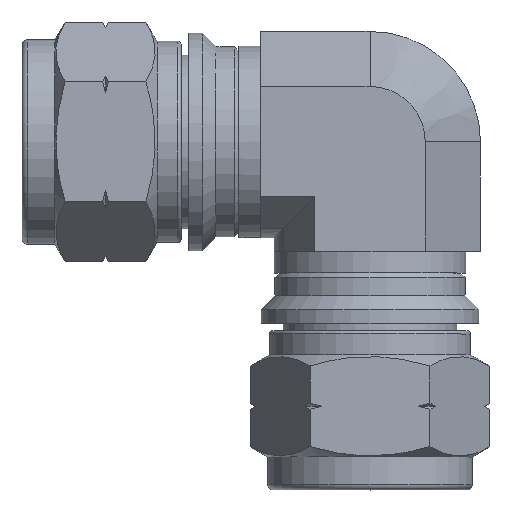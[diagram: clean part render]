
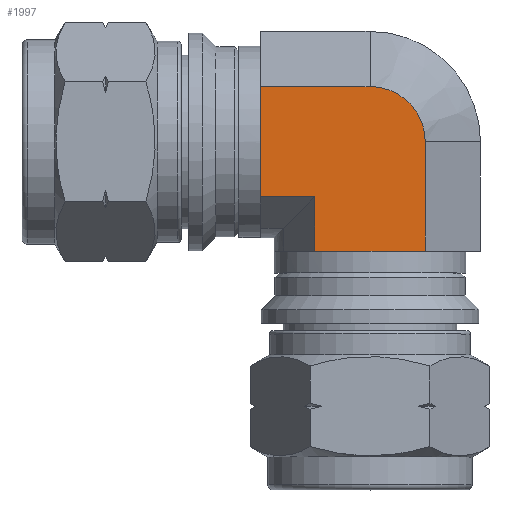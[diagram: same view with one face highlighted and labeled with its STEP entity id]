
A CAD part, top view. The second image highlights one B-rep face of the part: STEP entity #1997.
In plain terms, the highlighted planar face has unit normal (0, 0, 1).
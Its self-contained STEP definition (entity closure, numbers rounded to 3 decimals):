
#152=CIRCLE('',#2245,5.052);
#319=FACE_OUTER_BOUND('',#459,.T.);
#459=EDGE_LOOP('',(#1773,#1774,#1775,#1776,#1777,#1778,#1779,#1780,#1781,
#1782,#1783));
#527=LINE('',#3407,#643);
#531=LINE('',#3430,#647);
#540=LINE('',#3451,#656);
#546=LINE('',#3476,#662);
#550=LINE('',#3499,#666);
#559=LINE('',#3520,#675);
#569=LINE('',#3541,#685);
#571=LINE('',#3545,#687);
#575=LINE('',#3552,#691);
#576=LINE('',#3556,#692);
#643=VECTOR('',#2643,10.);
#647=VECTOR('',#2675,10.);
#656=VECTOR('',#2696,10.);
#662=VECTOR('',#2720,10.);
#666=VECTOR('',#2752,10.);
#675=VECTOR('',#2773,10.);
#685=VECTOR('',#2793,10.);
#687=VECTOR('',#2797,10.);
#691=VECTOR('',#2807,10.);
#692=VECTOR('',#2812,10.);
#901=VERTEX_POINT('',#3405);
#902=VERTEX_POINT('',#3406);
#907=VERTEX_POINT('',#3428);
#913=VERTEX_POINT('',#3450);
#922=VERTEX_POINT('',#3474);
#923=VERTEX_POINT('',#3475);
#928=VERTEX_POINT('',#3497);
#934=VERTEX_POINT('',#3519);
#940=VERTEX_POINT('',#3539);
#941=VERTEX_POINT('',#3543);
#942=VERTEX_POINT('',#3554);
#1151=EDGE_CURVE('',#901,#902,#527,.T.);
#1165=EDGE_CURVE('',#907,#901,#531,.T.);
#1175=EDGE_CURVE('',#902,#913,#540,.T.);
#1185=EDGE_CURVE('',#922,#923,#546,.T.);
#1199=EDGE_CURVE('',#928,#922,#550,.T.);
#1209=EDGE_CURVE('',#923,#934,#559,.T.);
#1220=EDGE_CURVE('',#940,#913,#569,.T.);
#1222=EDGE_CURVE('',#941,#907,#571,.T.);
#1226=EDGE_CURVE('',#940,#928,#575,.T.);
#1227=EDGE_CURVE('',#942,#941,#152,.T.);
#1228=EDGE_CURVE('',#942,#934,#576,.T.);
#1773=ORIENTED_EDGE('',*,*,#1220,.T.);
#1774=ORIENTED_EDGE('',*,*,#1175,.F.);
#1775=ORIENTED_EDGE('',*,*,#1151,.F.);
#1776=ORIENTED_EDGE('',*,*,#1165,.F.);
#1777=ORIENTED_EDGE('',*,*,#1222,.F.);
#1778=ORIENTED_EDGE('',*,*,#1227,.F.);
#1779=ORIENTED_EDGE('',*,*,#1228,.T.);
#1780=ORIENTED_EDGE('',*,*,#1209,.F.);
#1781=ORIENTED_EDGE('',*,*,#1185,.F.);
#1782=ORIENTED_EDGE('',*,*,#1199,.F.);
#1783=ORIENTED_EDGE('',*,*,#1226,.F.);
#1871=PLANE('',#2244);
#1997=ADVANCED_FACE('',(#319),#1871,.T.);
#2244=AXIS2_PLACEMENT_3D('',#3553,#2808,#2809);
#2245=AXIS2_PLACEMENT_3D('',#3555,#2810,#2811);
#2643=DIRECTION('',(-1.,0.,0.));
#2675=DIRECTION('',(-1.,0.,0.));
#2696=DIRECTION('',(-1.,0.,0.));
#2720=DIRECTION('',(0.,1.,0.));
#2752=DIRECTION('',(0.,1.,0.));
#2773=DIRECTION('',(0.,1.,0.));
#2793=DIRECTION('',(0.,-1.,0.));
#2797=DIRECTION('',(0.,-1.,0.));
#2807=DIRECTION('',(-1.,0.,0.));
#2808=DIRECTION('center_axis',(0.,0.,1.));
#2809=DIRECTION('ref_axis',(0.,1.,0.));
#2810=DIRECTION('center_axis',(0.,0.,
-1.));
#2811=DIRECTION('ref_axis',(0.,1.,0.));
#2812=DIRECTION('',(-1.,0.,0.));
#3405=CARTESIAN_POINT('',(0.09,-10.,8.75));
#3406=CARTESIAN_POINT('',(-0.09,-10.,8.75));
#3407=CARTESIAN_POINT('',(5.052,-10.,8.75));
#3428=CARTESIAN_POINT('',(5.052,-10.,8.75));
#3430=CARTESIAN_POINT('',(5.052,-10.,8.75));
#3450=CARTESIAN_POINT('',(-5.052,-10.,8.75));
#3451=CARTESIAN_POINT('',(5.052,-10.,8.75));
#3474=CARTESIAN_POINT('',(-10.,-0.09,8.75));
#3475=CARTESIAN_POINT('',(-10.,0.09,8.75));
#3476=CARTESIAN_POINT('',(-10.,-5.052,8.75));
#3497=CARTESIAN_POINT('',(-10.,-5.052,8.75));
#3499=CARTESIAN_POINT('',(-10.,-5.052,8.75));
#3519=CARTESIAN_POINT('',(-10.,5.052,8.75));
#3520=CARTESIAN_POINT('',(-10.,-5.052,8.75));
#3539=CARTESIAN_POINT('',(-5.052,-5.052,8.75));
#3541=CARTESIAN_POINT('',(-5.052,0.,8.75));
#3543=CARTESIAN_POINT('',(5.052,0.,8.75));
#3545=CARTESIAN_POINT('',(5.052,0.,8.75));
#3552=CARTESIAN_POINT('',(0.,-5.052,8.75));
#3553=CARTESIAN_POINT('Origin',(0.,-5.052,
8.75));
#3554=CARTESIAN_POINT('',(0.,5.052,8.75));
#3555=CARTESIAN_POINT('Origin',(0.,0.,
8.75));
#3556=CARTESIAN_POINT('',(0.,5.052,8.75));
